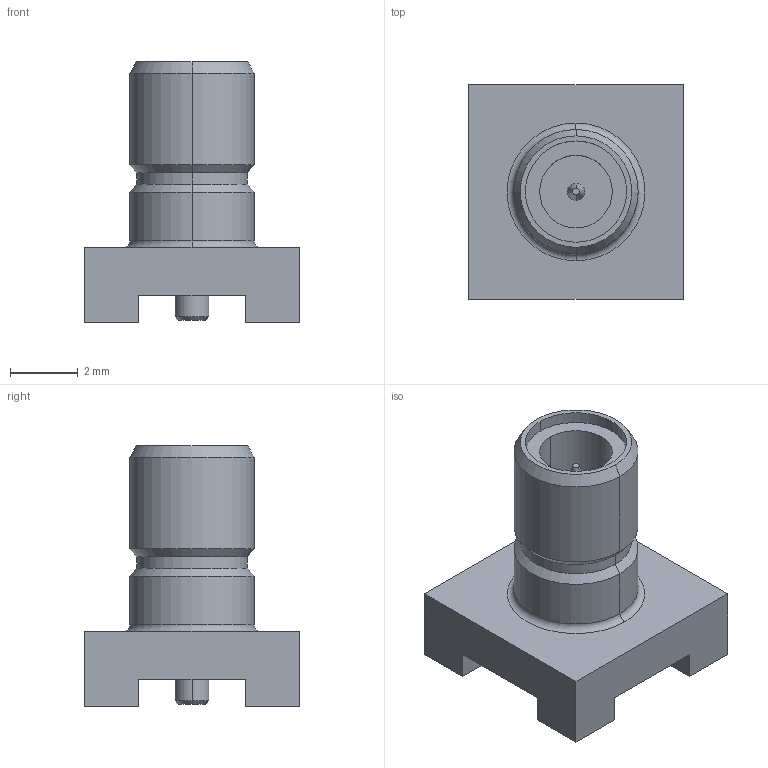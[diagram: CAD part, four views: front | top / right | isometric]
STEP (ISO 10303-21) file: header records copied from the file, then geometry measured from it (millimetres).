
FILE_DESCRIPTION((''),'2;1');
FILE_NAME('C-1-1337604-0','2016-06-27T',('workeradm'),('Tyco Electronics Ltd.'),'CREO PARAMETRIC BY PTC INC, 2016050','CREO PARAMETRIC BY PTC INC, 2016050','');
FILE_SCHEMA(('AUTOMOTIVE_DESIGN { 1 0 10303 214 1 1 1 1 }'));
Length unit declared in the file: millimetre
Products named in the file (1): C-1-1337604-0
Bounding box: 6.35 x 6.35 x 7.7 mm (x, y, z)
Volume: 104.9 mm3; surface area: 242 mm2
Topology: 2 solids, 2 shells, 67 faces, 148 edges, 92 vertices
Faces by surface type: plane 27, cylinder 20, cone 16, torus 4
Entity records: 1888 total; most frequent: DIRECTION 346, CARTESIAN_POINT 309, ORIENTED_EDGE 296, EDGE_CURVE 148, AXIS2_PLACEMENT_3D 131, VERTEX_POINT 92, VECTOR 84, LINE 84
